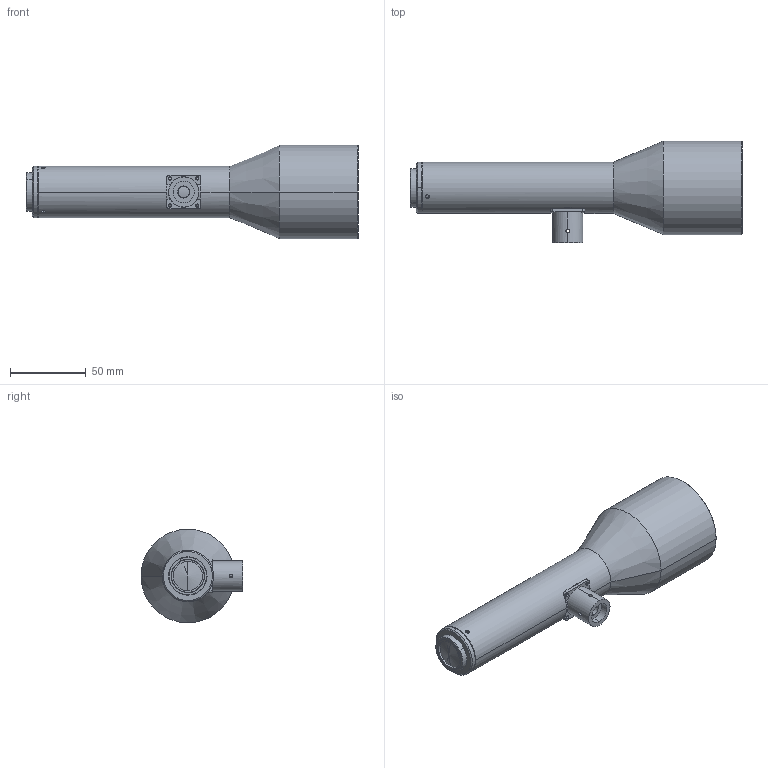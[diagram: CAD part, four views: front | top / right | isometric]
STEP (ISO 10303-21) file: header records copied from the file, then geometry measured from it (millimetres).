
FILE_DESCRIPTION (( 'STEP AP203' ), '1' );
FILE_NAME ('WWK055-220C-111.STEP', '2019-08-09T02:25:56', ( '' ), ( '' ), 'SwSTEP 2.0', 'SolidWorks 2017', '' );
FILE_SCHEMA (( 'CONFIG_CONTROL_DESIGN' ));
Length unit declared in the file: millimetre
Products named in the file (1): WWK055-220C-111
Bounding box: 219.81 x 67.5 x 62 mm (x, y, z)
Volume: 340962.9 mm3; surface area: 36383.9 mm2
Topology: 1 solids, 1 shells, 113 faces, 297 edges, 186 vertices
Faces by surface type: cylinder 63, plane 29, cone 21
Entity records: 4270 total; most frequent: CARTESIAN_POINT 1389, DIRECTION 593, ORIENTED_EDGE 586, EDGE_CURVE 293, AXIS2_PLACEMENT_3D 236, VERTEX_POINT 186, EDGE_LOOP 133, CIRCLE 122
